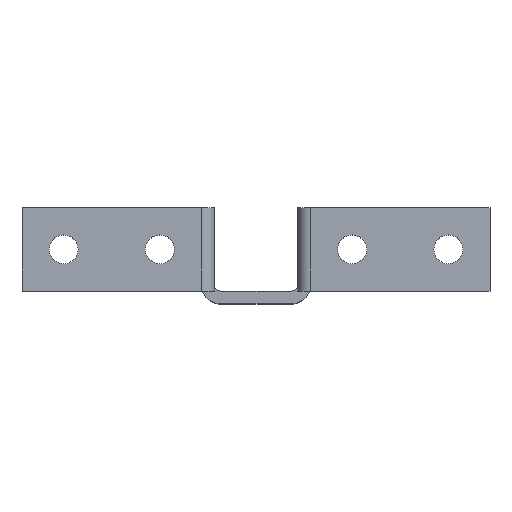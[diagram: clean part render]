
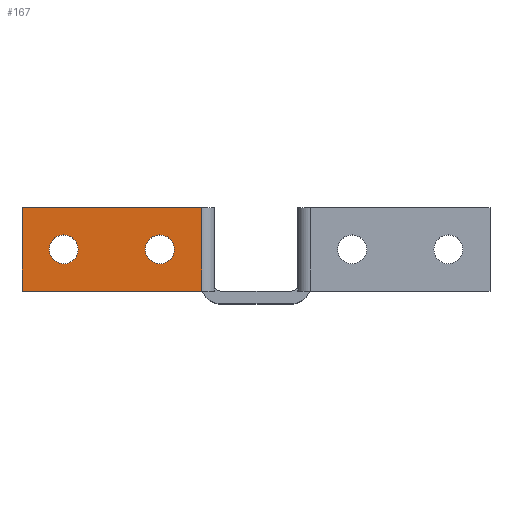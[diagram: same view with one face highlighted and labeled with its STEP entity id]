
A CAD part, top view. The second image highlights one B-rep face of the part: STEP entity #167.
In plain terms, the highlighted planar face has unit normal (0, 0, 1).
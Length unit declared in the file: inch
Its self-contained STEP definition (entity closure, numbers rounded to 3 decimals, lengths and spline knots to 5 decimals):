
#167=ADVANCED_FACE('',(#394,#395,#396),#397,.F.);
#394=FACE_BOUND('',#796,.T.);
#395=FACE_BOUND('',#797,.T.);
#396=FACE_OUTER_BOUND('',#798,.T.);
#397=PLANE('',#799);
#796=EDGE_LOOP('',(#1400,#1401,#1402,#1403));
#797=EDGE_LOOP('',(#1404,#1405,#1406,#1407));
#798=EDGE_LOOP('',(#1408,#1409,#1410,#1411));
#799=AXIS2_PLACEMENT_3D('',#1412,#1413,#1414);
#1400=ORIENTED_EDGE('',*,*,#2129,.F.);
#1401=ORIENTED_EDGE('',*,*,#2130,.F.);
#1402=ORIENTED_EDGE('',*,*,#2124,.F.);
#1403=ORIENTED_EDGE('',*,*,#2131,.F.);
#1404=ORIENTED_EDGE('',*,*,#2132,.F.);
#1405=ORIENTED_EDGE('',*,*,#2133,.F.);
#1406=ORIENTED_EDGE('',*,*,#2119,.F.);
#1407=ORIENTED_EDGE('',*,*,#2134,.F.);
#1408=ORIENTED_EDGE('',*,*,#2104,.F.);
#1409=ORIENTED_EDGE('',*,*,#2135,.F.);
#1410=ORIENTED_EDGE('',*,*,#1987,.F.);
#1411=ORIENTED_EDGE('',*,*,#2136,.F.);
#1412=CARTESIAN_POINT('',(1.74933,0.81219,0.));
#1413=DIRECTION('',(0.0,0.0,-1.0));
#1414=DIRECTION('',(1.0,0.0,0.0));
#1987=EDGE_CURVE('',#2350,#2351,#2352,.T.);
#2104=EDGE_CURVE('',#2554,#2555,#2556,.T.);
#2119=EDGE_CURVE('',#2576,#2577,#2578,.T.);
#2124=EDGE_CURVE('',#2585,#2586,#2587,.T.);
#2129=EDGE_CURVE('',#2594,#2595,#2596,.T.);
#2130=EDGE_CURVE('',#2586,#2594,#2597,.T.);
#2131=EDGE_CURVE('',#2595,#2585,#2598,.T.);
#2132=EDGE_CURVE('',#2599,#2600,#2601,.T.);
#2133=EDGE_CURVE('',#2577,#2599,#2602,.T.);
#2134=EDGE_CURVE('',#2600,#2576,#2603,.T.);
#2135=EDGE_CURVE('',#2351,#2554,#2604,.T.);
#2136=EDGE_CURVE('',#2555,#2350,#2605,.T.);
#2350=VERTEX_POINT('',#2909);
#2351=VERTEX_POINT('',#2910);
#2352=LINE('',#2911,#2912);
#2554=VERTEX_POINT('',#3379);
#2555=VERTEX_POINT('',#3380);
#2556=LINE('',#3381,#3382);
#2576=VERTEX_POINT('',#3431);
#2577=VERTEX_POINT('',#3432);
#2578=B_SPLINE_CURVE_WITH_KNOTS('',3,(#3433,#3434,#3435,#3436),.UNSPECIFIED.,.F.,.F.,(4,4),(-80.0,-0.0),.UNSPECIFIED.);
#2585=VERTEX_POINT('',#3448);
#2586=VERTEX_POINT('',#3449);
#2587=B_SPLINE_CURVE_WITH_KNOTS('',3,(#3450,#3451,#3452,#3453),.UNSPECIFIED.,.F.,.F.,(4,4),(-80.0,-0.0),.UNSPECIFIED.);
#2594=VERTEX_POINT('',#3465);
#2595=VERTEX_POINT('',#3466);
#2596=B_SPLINE_CURVE_WITH_KNOTS('',3,(#3467,#3468,#3469,#3470),.UNSPECIFIED.,.F.,.F.,(4,4),(-80.0,-0.0),.UNSPECIFIED.);
#2597=B_SPLINE_CURVE_WITH_KNOTS('',3,(#3471,#3472,#3473,#3474),.UNSPECIFIED.,.F.,.F.,(4,4),(-80.0,-0.0),.UNSPECIFIED.);
#2598=B_SPLINE_CURVE_WITH_KNOTS('',3,(#3475,#3476,#3477,#3478),.UNSPECIFIED.,.F.,.F.,(4,4),(-80.0,-0.0),.UNSPECIFIED.);
#2599=VERTEX_POINT('',#3479);
#2600=VERTEX_POINT('',#3480);
#2601=B_SPLINE_CURVE_WITH_KNOTS('',3,(#3481,#3482,#3483,#3484),.UNSPECIFIED.,.F.,.F.,(4,4),(-80.0,-0.0),.UNSPECIFIED.);
#2602=B_SPLINE_CURVE_WITH_KNOTS('',3,(#3485,#3486,#3487,#3488),.UNSPECIFIED.,.F.,.F.,(4,4),(-80.0,-0.0),.UNSPECIFIED.);
#2603=B_SPLINE_CURVE_WITH_KNOTS('',3,(#3489,#3490,#3491,#3492),.UNSPECIFIED.,.F.,.F.,(4,4),(-80.0,-0.0),.UNSPECIFIED.);
#2604=LINE('',#3493,#3494);
#2605=LINE('',#3495,#3496);
#2909=CARTESIAN_POINT('',(0.,1.62438,0.));
#2910=CARTESIAN_POINT('',(3.49865,1.62438,0.));
#2911=CARTESIAN_POINT('',(0.,1.62438,0.));
#2912=VECTOR('',#4218,1.0);
#3379=CARTESIAN_POINT('',(3.49865,0.,0.));
#3380=CARTESIAN_POINT('',(0.,0.,0.));
#3381=CARTESIAN_POINT('',(3.49865,0.,0.));
#3382=VECTOR('',#4299,1.0);
#3431=CARTESIAN_POINT('',(0.81219,0.53105,0.));
#3432=CARTESIAN_POINT('',(1.09333,0.81219,0.));
#3433=CARTESIAN_POINT('',(0.81219,0.53105,0.));
#3434=CARTESIAN_POINT('',(0.96745,0.53105,0.));
#3435=CARTESIAN_POINT('',(1.09333,0.65692,0.));
#3436=CARTESIAN_POINT('',(1.09333,0.81219,0.));
#3448=CARTESIAN_POINT('',(2.68646,0.53105,0.));
#3449=CARTESIAN_POINT('',(2.9676,0.81219,0.));
#3450=CARTESIAN_POINT('',(2.68646,0.53105,0.));
#3451=CARTESIAN_POINT('',(2.84173,0.53105,0.));
#3452=CARTESIAN_POINT('',(2.9676,0.65692,0.));
#3453=CARTESIAN_POINT('',(2.9676,0.81219,0.));
#3465=CARTESIAN_POINT('',(2.68646,1.09333,0.));
#3466=CARTESIAN_POINT('',(2.40532,0.81219,0.));
#3467=CARTESIAN_POINT('',(2.68646,1.09333,0.));
#3468=CARTESIAN_POINT('',(2.5312,1.09333,0.));
#3469=CARTESIAN_POINT('',(2.40532,0.96746,0.));
#3470=CARTESIAN_POINT('',(2.40532,0.81219,0.));
#3471=CARTESIAN_POINT('',(2.9676,0.81219,0.));
#3472=CARTESIAN_POINT('',(2.9676,0.96746,0.));
#3473=CARTESIAN_POINT('',(2.84173,1.09333,0.));
#3474=CARTESIAN_POINT('',(2.68646,1.09333,0.));
#3475=CARTESIAN_POINT('',(2.40532,0.81219,0.));
#3476=CARTESIAN_POINT('',(2.40532,0.65692,0.));
#3477=CARTESIAN_POINT('',(2.5312,0.53105,0.));
#3478=CARTESIAN_POINT('',(2.68646,0.53105,0.));
#3479=CARTESIAN_POINT('',(0.81219,1.09333,0.));
#3480=CARTESIAN_POINT('',(0.53105,0.81219,0.));
#3481=CARTESIAN_POINT('',(0.81219,1.09333,0.));
#3482=CARTESIAN_POINT('',(0.65691,1.09333,0.));
#3483=CARTESIAN_POINT('',(0.53105,0.96746,0.));
#3484=CARTESIAN_POINT('',(0.53105,0.81219,0.));
#3485=CARTESIAN_POINT('',(1.09333,0.81219,0.));
#3486=CARTESIAN_POINT('',(1.09333,0.96746,0.));
#3487=CARTESIAN_POINT('',(0.96745,1.09333,0.));
#3488=CARTESIAN_POINT('',(0.81219,1.09333,0.));
#3489=CARTESIAN_POINT('',(0.53105,0.81219,0.));
#3490=CARTESIAN_POINT('',(0.53105,0.65692,0.));
#3491=CARTESIAN_POINT('',(0.65691,0.53105,0.));
#3492=CARTESIAN_POINT('',(0.81219,0.53105,0.));
#3493=CARTESIAN_POINT('',(3.49865,0.12495,0.));
#3494=VECTOR('',#4314,1.0);
#3495=CARTESIAN_POINT('',(0.,0.,0.));
#3496=VECTOR('',#4315,1.0);
#4218=DIRECTION('',(1.0,0.0,0.0));
#4299=DIRECTION('',(-1.0,0.0,0.0));
#4314=DIRECTION('',(0.0,-1.0,0.0));
#4315=DIRECTION('',(0.0,1.0,0.0));
